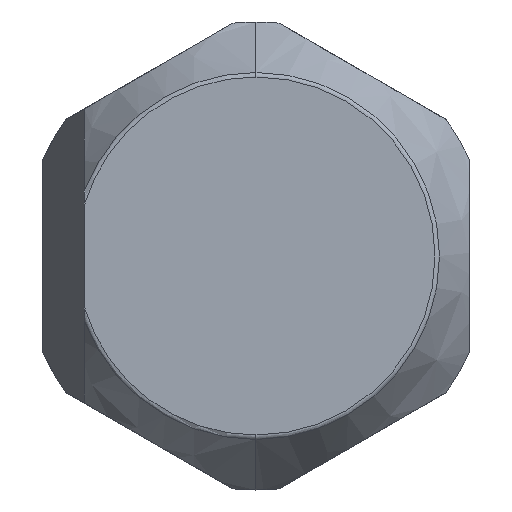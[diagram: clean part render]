
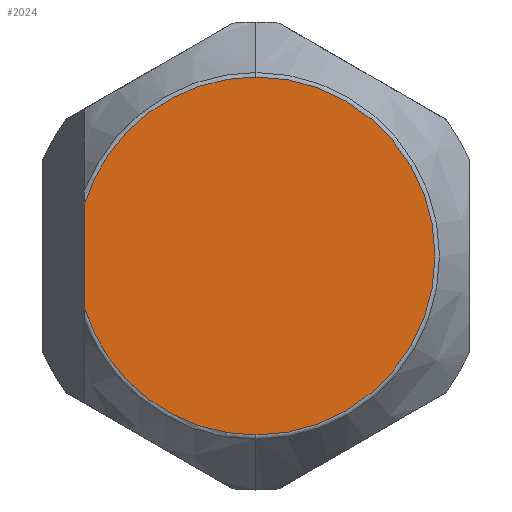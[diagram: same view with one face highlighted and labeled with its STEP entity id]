
A CAD part, left-side view. The second image highlights one B-rep face of the part: STEP entity #2024.
In plain terms, the highlighted planar face has unit normal (-1, 0, 0).
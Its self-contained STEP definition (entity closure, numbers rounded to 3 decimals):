
#167 = CARTESIAN_POINT ( 'NONE',  ( 0., 16.5, 4.897 ) ) ;
#198 = CARTESIAN_POINT ( 'NONE',  ( 0., 0., -17.211 ) ) ;
#331 = AXIS2_PLACEMENT_3D ( 'NONE', #3983, #4060, #4001 ) ;
#368 = AXIS2_PLACEMENT_3D ( 'NONE', #4051, #4058, #3977 ) ;
#516 = CARTESIAN_POINT ( 'NONE',  ( 0., 16.5, -4.897 ) ) ;
#596 = CARTESIAN_POINT ( 'NONE',  ( 0., 0., 17.211 ) ) ;
#666 = PLANE ( 'NONE',  #3014 ) ;
#690 = DIRECTION ( 'NONE',  ( -1., 0., 0. ) ) ;
#716 = CARTESIAN_POINT ( 'NONE',  ( 0., 0., 0. ) ) ;
#811 = DIRECTION ( 'NONE',  ( 0., 0., 1. ) ) ;
#858 = FACE_OUTER_BOUND ( 'NONE', #1137, .T. ) ;
#1137 = EDGE_LOOP ( 'NONE', ( #4735, #4717, #4736, #4629 ) ) ;
#1191 = EDGE_CURVE ( 'NONE', #1788, #1570, #3788, .T. ) ;
#1272 = EDGE_CURVE ( 'NONE', #1580, #1788, #4793, .T. ) ;
#1570 = VERTEX_POINT ( 'NONE', #167 ) ;
#1580 = VERTEX_POINT ( 'NONE', #198 ) ;
#1653 = VERTEX_POINT ( 'NONE', #596 ) ;
#1713 = CIRCLE ( 'NONE', #331, 17.211 ) ;
#1714 = CIRCLE ( 'NONE', #368, 17.211 ) ;
#1788 = VERTEX_POINT ( 'NONE', #516 ) ;
#1847 = DIRECTION ( 'NONE',  ( 0., 0., 1. ) ) ;
#1897 = CARTESIAN_POINT ( 'NONE',  ( 0., 16.5, -20. ) ) ;
#2024 = ADVANCED_FACE ( 'NONE', ( #858 ), #666, .T. ) ;
#2798 = EDGE_CURVE ( 'NONE', #1653, #1580, #1714, .T. ) ;
#2802 = EDGE_CURVE ( 'NONE', #1570, #1653, #1713, .T. ) ;
#3014 = AXIS2_PLACEMENT_3D ( 'NONE', #716, #690, #811 ) ;
#3048 = AXIS2_PLACEMENT_3D ( 'NONE', #5061, #4986, #5070 ) ;
#3787 = VECTOR ( 'NONE', #1847, 1000. ) ;
#3788 = LINE ( 'NONE', #1897, #3787 ) ;
#3977 = DIRECTION ( 'NONE',  ( 0., 0., -1. ) ) ;
#3983 = CARTESIAN_POINT ( 'NONE',  ( 0., 0., 0. ) ) ;
#4001 = DIRECTION ( 'NONE',  ( 0., 0., -1. ) ) ;
#4051 = CARTESIAN_POINT ( 'NONE',  ( 0., 0., 0. ) ) ;
#4058 = DIRECTION ( 'NONE',  ( 1., 0., 0. ) ) ;
#4060 = DIRECTION ( 'NONE',  ( 1., 0., 0. ) ) ;
#4629 = ORIENTED_EDGE ( 'NONE', *, *, #2802, .F. ) ;
#4717 = ORIENTED_EDGE ( 'NONE', *, *, #1272, .F. ) ;
#4735 = ORIENTED_EDGE ( 'NONE', *, *, #1191, .F. ) ;
#4736 = ORIENTED_EDGE ( 'NONE', *, *, #2798, .F. ) ;
#4793 = CIRCLE ( 'NONE', #3048, 17.211 ) ;
#4986 = DIRECTION ( 'NONE',  ( 1., 0., 0. ) ) ;
#5061 = CARTESIAN_POINT ( 'NONE',  ( 0., 0., 0. ) ) ;
#5070 = DIRECTION ( 'NONE',  ( 0., 0., -1. ) ) ;
